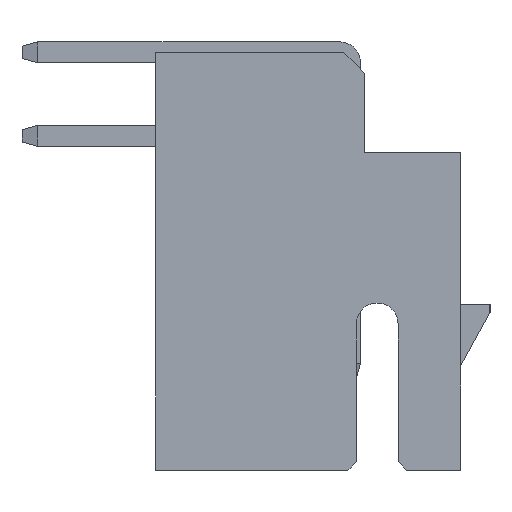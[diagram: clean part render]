
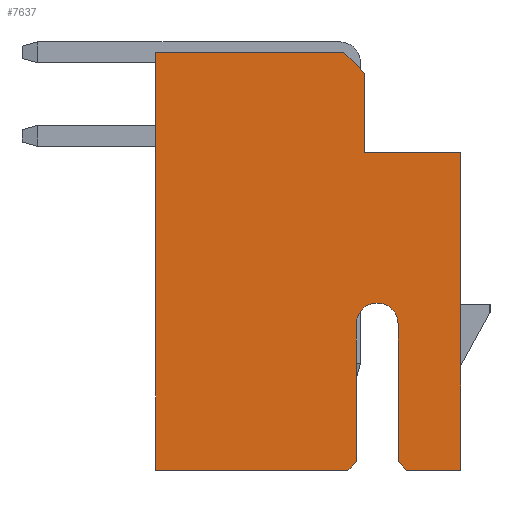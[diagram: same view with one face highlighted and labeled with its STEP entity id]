
A CAD part, left-side view. The second image highlights one B-rep face of the part: STEP entity #7637.
In plain terms, the highlighted planar face has unit normal (-1, 0, 0).
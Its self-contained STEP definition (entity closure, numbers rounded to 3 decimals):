
#33 = CARTESIAN_POINT ( 'NONE',  ( -10., -3.65, 7.6 ) ) ;
#75 = EDGE_CURVE ( 'NONE', #1298, #9115, #7687, .T. ) ;
#186 = CARTESIAN_POINT ( 'NONE',  ( -10., -2.15, 0. ) ) ;
#305 = LINE ( 'NONE', #16335, #1566 ) ;
#423 = AXIS2_PLACEMENT_3D ( 'NONE', #3562, #16703, #7523 ) ;
#442 = FACE_OUTER_BOUND ( 'NONE', #16200, .T. ) ;
#732 = VERTEX_POINT ( 'NONE', #7623 ) ;
#923 = VERTEX_POINT ( 'NONE', #1634 ) ;
#998 = CARTESIAN_POINT ( 'NONE',  ( -10., -2.15, 0.2 ) ) ;
#1263 = ORIENTED_EDGE ( 'NONE', *, *, #15208, .F. ) ;
#1298 = VERTEX_POINT ( 'NONE', #6462 ) ;
#1351 = CARTESIAN_POINT ( 'NONE',  ( -10., -1.15, 0.2 ) ) ;
#1509 = DIRECTION ( 'NONE',  ( 1., 0., 0. ) ) ;
#1566 = VECTOR ( 'NONE', #16425, 1000. ) ;
#1599 = DIRECTION ( 'NONE',  ( 0., 0., -1. ) ) ;
#1623 = CARTESIAN_POINT ( 'NONE',  ( -10., -3.65, 7.6 ) ) ;
#1634 = CARTESIAN_POINT ( 'NONE',  ( -10., -1.35, 9.5 ) ) ;
#2339 = EDGE_CURVE ( 'NONE', #1298, #10828, #6880, .T. ) ;
#2498 = AXIS2_PLACEMENT_3D ( 'NONE', #12347, #7065, #9620 ) ;
#2706 = CARTESIAN_POINT ( 'NONE',  ( -10., -3.65, 0. ) ) ;
#2911 = PLANE ( 'NONE',  #17051 ) ;
#2917 = DIRECTION ( 'NONE',  ( 0., 0., -1. ) ) ;
#3249 = LINE ( 'NONE', #16377, #15094 ) ;
#3321 = CARTESIAN_POINT ( 'NONE',  ( -10., 3.65, 0. ) ) ;
#3562 = CARTESIAN_POINT ( 'NONE',  ( -10., -1.65, 3.5 ) ) ;
#3713 = ORIENTED_EDGE ( 'NONE', *, *, #5657, .T. ) ;
#3881 = ORIENTED_EDGE ( 'NONE', *, *, #16935, .T. ) ;
#3921 = ORIENTED_EDGE ( 'NONE', *, *, #11881, .T. ) ;
#4259 = LINE ( 'NONE', #1623, #10785 ) ;
#4595 = CARTESIAN_POINT ( 'NONE',  ( -10., -1.65, 4. ) ) ;
#4651 = DIRECTION ( 'NONE',  ( 0., 0., -1. ) ) ;
#5178 = CARTESIAN_POINT ( 'NONE',  ( -10., -2.35, 0. ) ) ;
#5362 = VECTOR ( 'NONE', #6967, 1000. ) ;
#5401 = DIRECTION ( 'NONE',  ( 0., -1., 0. ) ) ;
#5459 = EDGE_CURVE ( 'NONE', #923, #6214, #9593, .T. ) ;
#5585 = VERTEX_POINT ( 'NONE', #12507 ) ;
#5657 = EDGE_CURVE ( 'NONE', #8217, #5585, #3249, .T. ) ;
#5718 = ORIENTED_EDGE ( 'NONE', *, *, #8850, .T. ) ;
#6052 = VERTEX_POINT ( 'NONE', #1351 ) ;
#6214 = VERTEX_POINT ( 'NONE', #6975 ) ;
#6240 = LINE ( 'NONE', #11529, #8230 ) ;
#6315 = VERTEX_POINT ( 'NONE', #4595 ) ;
#6453 = ORIENTED_EDGE ( 'NONE', *, *, #15650, .F. ) ;
#6462 = CARTESIAN_POINT ( 'NONE',  ( -10., -2.15, 0.2 ) ) ;
#6698 = CARTESIAN_POINT ( 'NONE',  ( -10., -1.15, 0. ) ) ;
#6713 = ORIENTED_EDGE ( 'NONE', *, *, #75, .T. ) ;
#6880 = LINE ( 'NONE', #186, #5362 ) ;
#6967 = DIRECTION ( 'NONE',  ( 0., 0., 1. ) ) ;
#6975 = CARTESIAN_POINT ( 'NONE',  ( -10., -0.85, 10. ) ) ;
#7065 = DIRECTION ( 'NONE',  ( 1., 0., 0. ) ) ;
#7314 = DIRECTION ( 'NONE',  ( 0., -1., 0. ) ) ;
#7523 = DIRECTION ( 'NONE',  ( 0., 0., -1. ) ) ;
#7575 = VERTEX_POINT ( 'NONE', #13392 ) ;
#7623 = CARTESIAN_POINT ( 'NONE',  ( -10., -3.65, 0. ) ) ;
#7637 = ADVANCED_FACE ( 'NONE', ( #442 ), #2911, .F. ) ;
#7687 = LINE ( 'NONE', #998, #16286 ) ;
#7892 = VERTEX_POINT ( 'NONE', #8877 ) ;
#8076 = DIRECTION ( 'NONE',  ( 0., -1., 0. ) ) ;
#8217 = VERTEX_POINT ( 'NONE', #3321 ) ;
#8230 = VECTOR ( 'NONE', #7314, 1000. ) ;
#8357 = DIRECTION ( 'NONE',  ( 0., -1., 0. ) ) ;
#8466 = ORIENTED_EDGE ( 'NONE', *, *, #5459, .T. ) ;
#8488 = DIRECTION ( 'NONE',  ( 0., 0., -1. ) ) ;
#8620 = LINE ( 'NONE', #16803, #9556 ) ;
#8850 = EDGE_CURVE ( 'NONE', #7892, #8217, #11932, .T. ) ;
#8877 = CARTESIAN_POINT ( 'NONE',  ( -10., 3.65, 10. ) ) ;
#9009 = EDGE_CURVE ( 'NONE', #7892, #6214, #6240, .T. ) ;
#9115 = VERTEX_POINT ( 'NONE', #5178 ) ;
#9333 = CARTESIAN_POINT ( 'NONE',  ( -10., -0.85, 10. ) ) ;
#9502 = EDGE_CURVE ( 'NONE', #16086, #15845, #4259, .T. ) ;
#9556 = VECTOR ( 'NONE', #4651, 1000. ) ;
#9593 = LINE ( 'NONE', #9333, #16773 ) ;
#9620 = DIRECTION ( 'NONE',  ( 0., 0., -1. ) ) ;
#10374 = VECTOR ( 'NONE', #8076, 1000. ) ;
#10785 = VECTOR ( 'NONE', #5401, 1000. ) ;
#10828 = VERTEX_POINT ( 'NONE', #16592 ) ;
#10924 = DIRECTION ( 'NONE',  ( 0., 0., -1. ) ) ;
#11529 = CARTESIAN_POINT ( 'NONE',  ( -10., -1.35, 10. ) ) ;
#11557 = EDGE_CURVE ( 'NONE', #7575, #6315, #17004, .T. ) ;
#11609 = VECTOR ( 'NONE', #1599, 1000. ) ;
#11727 = ORIENTED_EDGE ( 'NONE', *, *, #9009, .F. ) ;
#11746 = DIRECTION ( 'NONE',  ( 0., -0.707, -0.707 ) ) ;
#11881 = EDGE_CURVE ( 'NONE', #5585, #6052, #305, .T. ) ;
#11905 = ORIENTED_EDGE ( 'NONE', *, *, #11557, .T. ) ;
#11932 = LINE ( 'NONE', #13661, #11609 ) ;
#12096 = LINE ( 'NONE', #33, #14024 ) ;
#12140 = LINE ( 'NONE', #2706, #10374 ) ;
#12200 = EDGE_CURVE ( 'NONE', #6315, #10828, #15171, .T. ) ;
#12347 = CARTESIAN_POINT ( 'NONE',  ( -10., -1.65, 3.5 ) ) ;
#12507 = CARTESIAN_POINT ( 'NONE',  ( -10., -0.95, 0. ) ) ;
#12514 = CARTESIAN_POINT ( 'NONE',  ( -10., -3.65, 7.6 ) ) ;
#12583 = ORIENTED_EDGE ( 'NONE', *, *, #12780, .F. ) ;
#12780 = EDGE_CURVE ( 'NONE', #923, #16086, #8620, .T. ) ;
#12914 = VECTOR ( 'NONE', #2917, 1000. ) ;
#13392 = CARTESIAN_POINT ( 'NONE',  ( -10., -1.15, 3.5 ) ) ;
#13661 = CARTESIAN_POINT ( 'NONE',  ( -10., 3.65, 7.6 ) ) ;
#13843 = CARTESIAN_POINT ( 'NONE',  ( -10., -3.65, 7.6 ) ) ;
#13989 = CARTESIAN_POINT ( 'NONE',  ( -10., -1.35, 7.6 ) ) ;
#14024 = VECTOR ( 'NONE', #8488, 1000. ) ;
#14553 = ORIENTED_EDGE ( 'NONE', *, *, #2339, .F. ) ;
#14709 = DIRECTION ( 'NONE',  ( 0., 0.707, 0.707 ) ) ;
#14966 = ORIENTED_EDGE ( 'NONE', *, *, #12200, .T. ) ;
#15075 = LINE ( 'NONE', #6698, #12914 ) ;
#15094 = VECTOR ( 'NONE', #8357, 1000. ) ;
#15171 = CIRCLE ( 'NONE', #2498, 0.5 ) ;
#15208 = EDGE_CURVE ( 'NONE', #15845, #732, #12096, .T. ) ;
#15644 = ORIENTED_EDGE ( 'NONE', *, *, #9502, .F. ) ;
#15650 = EDGE_CURVE ( 'NONE', #7575, #6052, #15075, .T. ) ;
#15845 = VERTEX_POINT ( 'NONE', #13843 ) ;
#16086 = VERTEX_POINT ( 'NONE', #13989 ) ;
#16200 = EDGE_LOOP ( 'NONE', ( #12583, #8466, #11727, #5718, #3713, #3921, #6453, #11905, #14966, #14553, #6713, #3881, #1263, #15644 ) ) ;
#16286 = VECTOR ( 'NONE', #11746, 1000. ) ;
#16335 = CARTESIAN_POINT ( 'NONE',  ( -10., -0.95, 0. ) ) ;
#16377 = CARTESIAN_POINT ( 'NONE',  ( -10., -3.65, 0. ) ) ;
#16425 = DIRECTION ( 'NONE',  ( 0., -0.707, 0.707 ) ) ;
#16592 = CARTESIAN_POINT ( 'NONE',  ( -10., -2.15, 3.5 ) ) ;
#16703 = DIRECTION ( 'NONE',  ( 1., 0., 0. ) ) ;
#16773 = VECTOR ( 'NONE', #14709, 1000. ) ;
#16803 = CARTESIAN_POINT ( 'NONE',  ( -10., -1.35, 10. ) ) ;
#16935 = EDGE_CURVE ( 'NONE', #9115, #732, #12140, .T. ) ;
#17004 = CIRCLE ( 'NONE', #423, 0.5 ) ;
#17051 = AXIS2_PLACEMENT_3D ( 'NONE', #12514, #1509, #10924 ) ;
